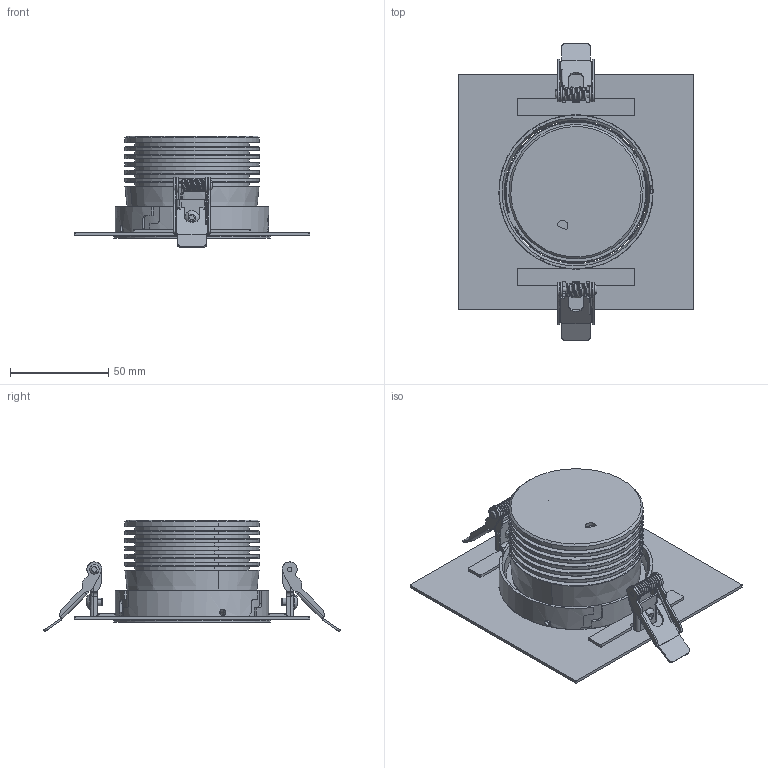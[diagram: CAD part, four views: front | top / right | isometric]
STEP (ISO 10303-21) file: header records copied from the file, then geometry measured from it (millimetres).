
FILE_DESCRIPTION (( 'STEP AP214' ), '1' );
FILE_NAME ('DOTs ASSEMBLY PUBLIC.STEP', '2023-11-16T10:10:45', ( '' ), ( '' ), 'SwSTEP 2.0', 'SolidWorks 2018', '' );
FILE_SCHEMA (( 'AUTOMOTIVE_DESIGN' ));
Length unit declared in the file: millimetre
Products named in the file (1): DOTs ASSEMBLY PUBLIC
Bounding box: 120 x 151.68 x 57.09 mm (x, y, z)
Volume: 157304.5 mm3; surface area: 76602.8 mm2
Topology: 15 solids, 20 shells, 699 faces, 1707 edges, 1052 vertices
Faces by surface type: plane 295, cylinder 276, bspline 55, torus 46, cone 23, sphere 4
Entity records: 35569 total; most frequent: CARTESIAN_POINT 11378, DIRECTION 3560, ORIENTED_EDGE 3374, EDGE_CURVE 1687, AXIS2_PLACEMENT_3D 1354, VERTEX_POINT 1052, VECTOR 852, LINE 852
